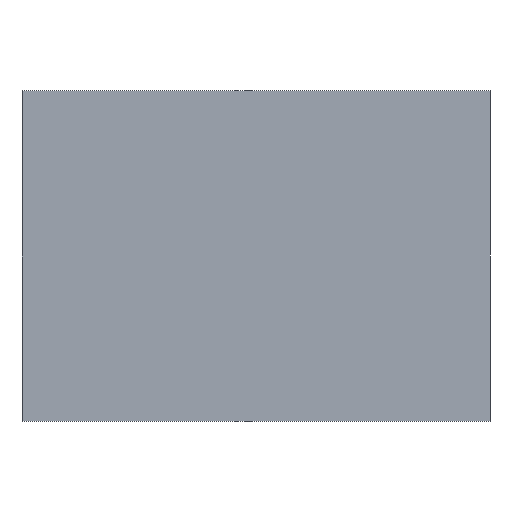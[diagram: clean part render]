
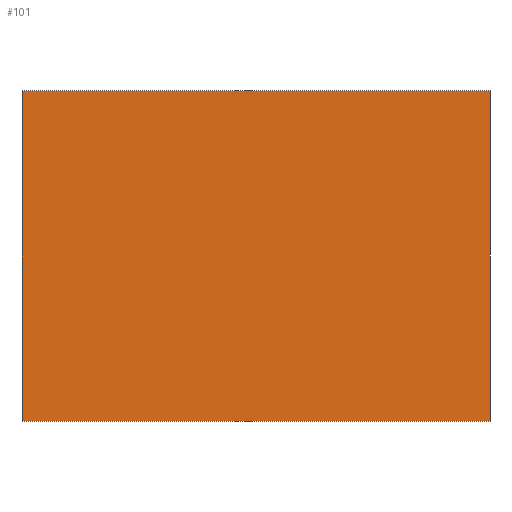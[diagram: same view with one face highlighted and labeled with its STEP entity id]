
A CAD part, front view. The second image highlights one B-rep face of the part: STEP entity #101.
In plain terms, the highlighted planar face has unit normal (0, -1, 0).
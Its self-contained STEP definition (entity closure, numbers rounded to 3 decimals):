
#3 = AXIS2_PLACEMENT_3D ( 'NONE', #181, #74, #79 ) ;
#5 = FACE_OUTER_BOUND ( 'NONE', #236, .T. ) ;
#10 = CARTESIAN_POINT ( 'NONE',  ( 106.066, 0., 75. ) ) ;
#14 = ORIENTED_EDGE ( 'NONE', *, *, #16, .F. ) ;
#16 = EDGE_CURVE ( 'NONE', #75, #237, #177, .T. ) ;
#41 = VECTOR ( 'NONE', #201, 1000. ) ;
#45 = ORIENTED_EDGE ( 'NONE', *, *, #208, .F. ) ;
#55 = VECTOR ( 'NONE', #94, 1000. ) ;
#58 = CARTESIAN_POINT ( 'NONE',  ( 106.066, 0., 75. ) ) ;
#72 = ORIENTED_EDGE ( 'NONE', *, *, #150, .F. ) ;
#73 = PLANE ( 'NONE',  #3 ) ;
#74 = DIRECTION ( 'NONE',  ( 0., 1., 0. ) ) ;
#75 = VERTEX_POINT ( 'NONE', #231 ) ;
#76 = VERTEX_POINT ( 'NONE', #87 ) ;
#78 = LINE ( 'NONE', #58, #97 ) ;
#79 = DIRECTION ( 'NONE',  ( 0., 0., 1. ) ) ;
#87 = CARTESIAN_POINT ( 'NONE',  ( 106.066, 0., -75. ) ) ;
#94 = DIRECTION ( 'NONE',  ( -1., 0., 0. ) ) ;
#97 = VECTOR ( 'NONE', #166, 1000. ) ;
#101 = ADVANCED_FACE ( 'NONE', ( #5 ), #73, .F. ) ;
#107 = CARTESIAN_POINT ( 'NONE',  ( 106.066, 0., 75. ) ) ;
#117 = ORIENTED_EDGE ( 'NONE', *, *, #142, .F. ) ;
#131 = LINE ( 'NONE', #10, #176 ) ;
#142 = EDGE_CURVE ( 'NONE', #237, #157, #131, .T. ) ;
#149 = DIRECTION ( 'NONE',  ( 1., 0., 0. ) ) ;
#150 = EDGE_CURVE ( 'NONE', #76, #75, #213, .T. ) ;
#157 = VERTEX_POINT ( 'NONE', #107 ) ;
#162 = CARTESIAN_POINT ( 'NONE',  ( -106.066, 0., 75. ) ) ;
#166 = DIRECTION ( 'NONE',  ( 0., 0., -1. ) ) ;
#167 = CARTESIAN_POINT ( 'NONE',  ( -106.066, 0., 75. ) ) ;
#176 = VECTOR ( 'NONE', #149, 1000. ) ;
#177 = LINE ( 'NONE', #162, #41 ) ;
#181 = CARTESIAN_POINT ( 'NONE',  ( 0., 0., 0. ) ) ;
#201 = DIRECTION ( 'NONE',  ( 0., 0., 1. ) ) ;
#208 = EDGE_CURVE ( 'NONE', #157, #76, #78, .T. ) ;
#211 = CARTESIAN_POINT ( 'NONE',  ( 106.066, 0., -75. ) ) ;
#213 = LINE ( 'NONE', #211, #55 ) ;
#231 = CARTESIAN_POINT ( 'NONE',  ( -106.066, 0., -75. ) ) ;
#236 = EDGE_LOOP ( 'NONE', ( #14, #72, #45, #117 ) ) ;
#237 = VERTEX_POINT ( 'NONE', #167 ) ;
